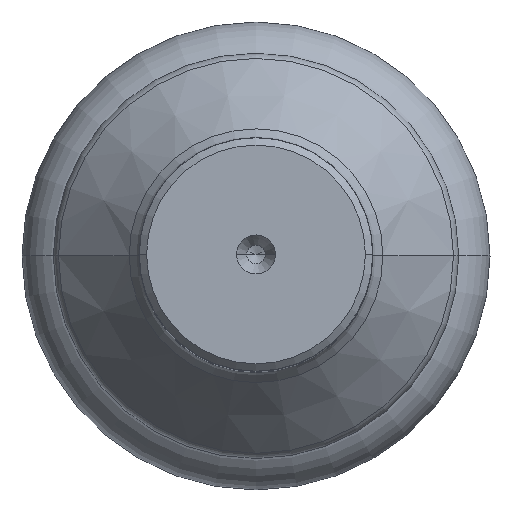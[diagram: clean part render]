
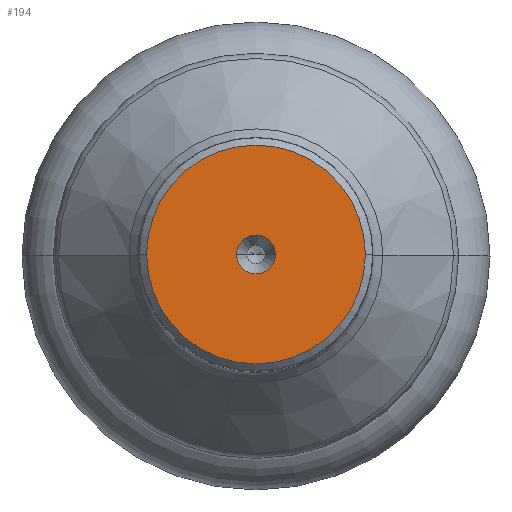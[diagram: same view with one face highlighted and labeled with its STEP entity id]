
A CAD part, top view. The second image highlights one B-rep face of the part: STEP entity #194.
In plain terms, the highlighted planar face has unit normal (0, 0, 1).
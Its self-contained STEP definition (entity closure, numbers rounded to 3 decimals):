
#133=PLANE('',#1087);
#140=FACE_BOUND('',#311,.T.);
#141=FACE_BOUND('',#312,.T.);
#194=ADVANCED_FACE('',(#140,#141),#133,.F.);
#311=EDGE_LOOP('',(#524,#525,#526,#527));
#312=EDGE_LOOP('',(#528,#529));
#524=ORIENTED_EDGE('',*,*,#760,.T.);
#525=ORIENTED_EDGE('',*,*,#757,.T.);
#526=ORIENTED_EDGE('',*,*,#756,.T.);
#527=ORIENTED_EDGE('',*,*,#761,.T.);
#528=ORIENTED_EDGE('',*,*,#762,.T.);
#529=ORIENTED_EDGE('',*,*,#763,.T.);
#642=VERTEX_POINT('',#1672);
#643=VERTEX_POINT('',#1673);
#644=VERTEX_POINT('',#1675);
#645=VERTEX_POINT('',#1680);
#646=VERTEX_POINT('',#1684);
#647=VERTEX_POINT('',#1685);
#756=EDGE_CURVE('',#642,#643,#890,.T.);
#757=EDGE_CURVE('',#644,#642,#891,.T.);
#760=EDGE_CURVE('',#645,#644,#892,.T.);
#761=EDGE_CURVE('',#643,#645,#893,.T.);
#762=EDGE_CURVE('',#646,#647,#894,.T.);
#763=EDGE_CURVE('',#647,#646,#895,.T.);
#890=CIRCLE('',#1079,14.84);
#891=CIRCLE('',#1080,14.84);
#892=CIRCLE('',#1082,14.84);
#893=CIRCLE('',#1083,14.84);
#894=CIRCLE('',#1085,2.65);
#895=CIRCLE('',#1086,2.65);
#1079=AXIS2_PLACEMENT_3D('',#1671,#1383,#1384);
#1080=AXIS2_PLACEMENT_3D('',#1674,#1385,#1386);
#1082=AXIS2_PLACEMENT_3D('',#1679,#1391,#1392);
#1083=AXIS2_PLACEMENT_3D('',#1681,#1393,#1394);
#1085=AXIS2_PLACEMENT_3D('',#1683,#1397,#1398);
#1086=AXIS2_PLACEMENT_3D('',#1686,#1399,#1400);
#1087=AXIS2_PLACEMENT_3D('',#1687,#1401,#1402);
#1383=DIRECTION('',(0.,0.,1.));
#1384=DIRECTION('',(0.,-1.,0.));
#1385=DIRECTION('',(0.,0.,1.));
#1386=DIRECTION('',(-1.,0.,0.));
#1391=DIRECTION('',(0.,0.,1.));
#1392=DIRECTION('',(0.,1.,0.));
#1393=DIRECTION('',(0.,0.,1.));
#1394=DIRECTION('',(1.,0.,0.));
#1397=DIRECTION('',(0.,0.,-1.));
#1398=DIRECTION('',(-1.,0.,0.));
#1399=DIRECTION('',(0.,0.,-1.));
#1400=DIRECTION('',(1.,0.,0.));
#1401=DIRECTION('',(0.,0.,-1.));
#1402=DIRECTION('',(1.,0.,0.));
#1671=CARTESIAN_POINT('',(0.,0.,0.));
#1672=CARTESIAN_POINT('',(0.,-14.84,0.));
#1673=CARTESIAN_POINT('',(14.84,0.,0.));
#1674=CARTESIAN_POINT('',(0.,0.,0.));
#1675=CARTESIAN_POINT('',(-14.84,0.,0.));
#1679=CARTESIAN_POINT('',(0.,0.,0.));
#1680=CARTESIAN_POINT('',(0.,14.84,0.));
#1681=CARTESIAN_POINT('',(0.,0.,0.));
#1683=CARTESIAN_POINT('',(0.,0.,0.));
#1684=CARTESIAN_POINT('',(-2.65,0.,0.));
#1685=CARTESIAN_POINT('',(2.65,0.,0.));
#1686=CARTESIAN_POINT('',(0.,0.,0.));
#1687=CARTESIAN_POINT('',(0.,0.,0.));
